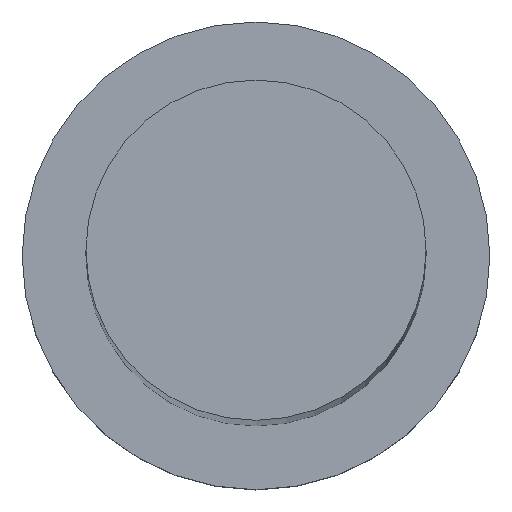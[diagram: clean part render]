
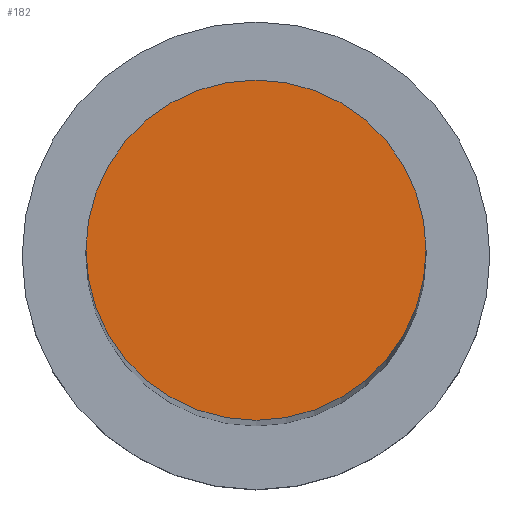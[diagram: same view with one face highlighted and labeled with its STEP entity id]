
A CAD part, top view. The second image highlights one B-rep face of the part: STEP entity #182.
In plain terms, the highlighted planar face has unit normal (0, 0, 1).
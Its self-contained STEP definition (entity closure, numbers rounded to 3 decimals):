
#22 = VERTEX_POINT ( 'NONE', #47 ) ;
#25 = DIRECTION ( 'NONE',  ( 0., 0., 1. ) ) ;
#42 = DIRECTION ( 'NONE',  ( 1., 0., 0. ) ) ;
#47 = CARTESIAN_POINT ( 'NONE',  ( -8., 0., 160. ) ) ;
#49 = EDGE_CURVE ( 'NONE', #184, #22, #207, .T. ) ;
#57 = AXIS2_PLACEMENT_3D ( 'NONE', #206, #25, #185 ) ;
#65 = ORIENTED_EDGE ( 'NONE', *, *, #49, .T. ) ;
#94 = AXIS2_PLACEMENT_3D ( 'NONE', #236, #136, #42 ) ;
#116 = FACE_OUTER_BOUND ( 'NONE', #132, .T. ) ;
#132 = EDGE_LOOP ( 'NONE', ( #255, #65 ) ) ;
#136 = DIRECTION ( 'NONE',  ( 0., 0., 1. ) ) ;
#147 = AXIS2_PLACEMENT_3D ( 'NONE', #172, #232, #247 ) ;
#159 = PLANE ( 'NONE',  #94 ) ;
#172 = CARTESIAN_POINT ( 'NONE',  ( 0., 0., 160. ) ) ;
#182 = ADVANCED_FACE ( 'NONE', ( #116 ), #159, .T. ) ;
#184 = VERTEX_POINT ( 'NONE', #188 ) ;
#185 = DIRECTION ( 'NONE',  ( 1., 0., 0. ) ) ;
#188 = CARTESIAN_POINT ( 'NONE',  ( 8., 0., 160. ) ) ;
#191 = EDGE_CURVE ( 'NONE', #22, #184, #239, .T. ) ;
#206 = CARTESIAN_POINT ( 'NONE',  ( 0., 0., 160. ) ) ;
#207 = CIRCLE ( 'NONE', #147, 8. ) ;
#232 = DIRECTION ( 'NONE',  ( 0., 0., 1. ) ) ;
#236 = CARTESIAN_POINT ( 'NONE',  ( 0., 0., 160. ) ) ;
#239 = CIRCLE ( 'NONE', #57, 8. ) ;
#247 = DIRECTION ( 'NONE',  ( 1., 0., 0. ) ) ;
#255 = ORIENTED_EDGE ( 'NONE', *, *, #191, .T. ) ;
